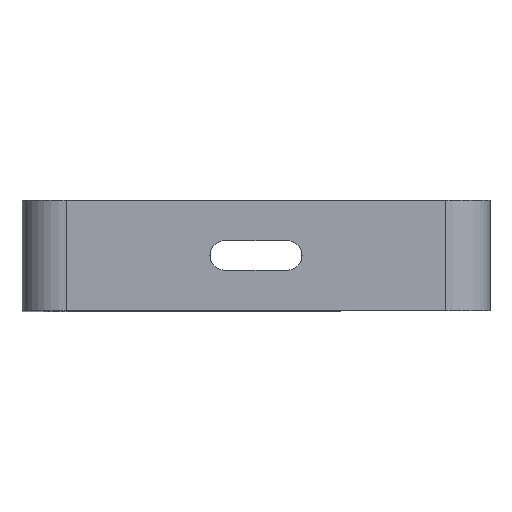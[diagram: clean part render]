
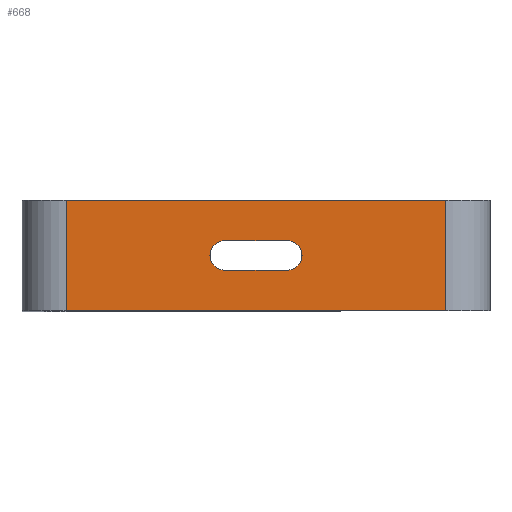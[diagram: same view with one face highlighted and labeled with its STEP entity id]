
A CAD part, top view. The second image highlights one B-rep face of the part: STEP entity #668.
In plain terms, the highlighted planar face has unit normal (0, 0, 1).
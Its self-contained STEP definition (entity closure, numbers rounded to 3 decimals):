
#20=DIRECTION('',(1.,0.,0.));
#21=VECTOR('',#20,103.);
#22=CARTESIAN_POINT('',(12.,-15.,0.));
#23=LINE('',#22,#21);
#170=DIRECTION('',(0.,1.,0.));
#171=VECTOR('',#170,30.);
#172=CARTESIAN_POINT('',(115.,-15.,0.));
#173=LINE('',#172,#171);
#174=DIRECTION('',(0.,1.,0.));
#175=VECTOR('',#174,30.);
#176=CARTESIAN_POINT('',(12.,-15.,0.));
#177=LINE('',#176,#175);
#178=DIRECTION('',(-1.,0.,0.));
#179=VECTOR('',#178,17.);
#180=CARTESIAN_POINT('',(72.,4.,0.));
#181=LINE('',#180,#179);
#182=CARTESIAN_POINT('',(55.,0.,0.));
#183=DIRECTION('',(0.,0.,1.));
#184=DIRECTION('',(0.,1.,0.));
#185=AXIS2_PLACEMENT_3D('',#182,#183,#184);
#187=DIRECTION('',(1.,0.,0.));
#188=VECTOR('',#187,17.);
#189=CARTESIAN_POINT('',(55.,-4.,0.));
#190=LINE('',#189,#188);
#191=CARTESIAN_POINT('',(72.,0.,0.));
#192=DIRECTION('',(0.,0.,1.));
#193=DIRECTION('',(0.,-1.,0.));
#194=AXIS2_PLACEMENT_3D('',#191,#192,#193);
#260=DIRECTION('',(1.,0.,0.));
#261=VECTOR('',#260,103.);
#262=CARTESIAN_POINT('',(12.,15.,0.));
#263=LINE('',#262,#261);
#318=CARTESIAN_POINT('',(12.,-15.,0.));
#319=VERTEX_POINT('',#318);
#320=CARTESIAN_POINT('',(115.,-15.,0.));
#321=VERTEX_POINT('',#320);
#350=CARTESIAN_POINT('',(12.,15.,0.));
#351=VERTEX_POINT('',#350);
#352=CARTESIAN_POINT('',(115.,15.,0.));
#353=VERTEX_POINT('',#352);
#390=CARTESIAN_POINT('',(72.,4.,0.));
#391=CARTESIAN_POINT('',(55.,4.,0.));
#392=VERTEX_POINT('',#390);
#393=VERTEX_POINT('',#391);
#394=CARTESIAN_POINT('',(55.,-4.,0.));
#395=VERTEX_POINT('',#394);
#396=CARTESIAN_POINT('',(72.,-4.,0.));
#397=VERTEX_POINT('',#396);
#645=CARTESIAN_POINT('',(12.,-15.,0.));
#646=DIRECTION('',(0.,0.,1.));
#647=DIRECTION('',(1.,0.,0.));
#648=AXIS2_PLACEMENT_3D('',#645,#646,#647);
#649=PLANE('',#648);
#650=ORIENTED_EDGE('',*,*,#419,.F.);
#652=ORIENTED_EDGE('',*,*,#651,.T.);
#654=ORIENTED_EDGE('',*,*,#653,.T.);
#655=ORIENTED_EDGE('',*,*,#637,.F.);
#656=EDGE_LOOP('',(#650,#652,#654,#655));
#657=FACE_OUTER_BOUND('',#656,.F.);
#659=ORIENTED_EDGE('',*,*,#658,.T.);
#661=ORIENTED_EDGE('',*,*,#660,.T.);
#663=ORIENTED_EDGE('',*,*,#662,.T.);
#665=ORIENTED_EDGE('',*,*,#664,.T.);
#666=EDGE_LOOP('',(#659,#661,#663,#665));
#667=FACE_BOUND('',#666,.F.);
#668=ADVANCED_FACE('',(#657,#667),#649,.T.);
#186=CIRCLE('',#185,4.);
#195=CIRCLE('',#194,4.);
#419=EDGE_CURVE('',#319,#321,#23,.T.);
#637=EDGE_CURVE('',#321,#353,#173,.T.);
#651=EDGE_CURVE('',#319,#351,#177,.T.);
#653=EDGE_CURVE('',#351,#353,#263,.T.);
#658=EDGE_CURVE('',#392,#393,#181,.T.);
#660=EDGE_CURVE('',#393,#395,#186,.T.);
#662=EDGE_CURVE('',#395,#397,#190,.T.);
#664=EDGE_CURVE('',#397,#392,#195,.T.);
